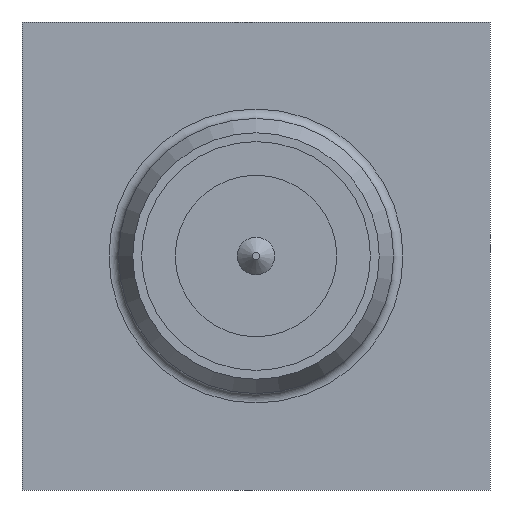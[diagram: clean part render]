
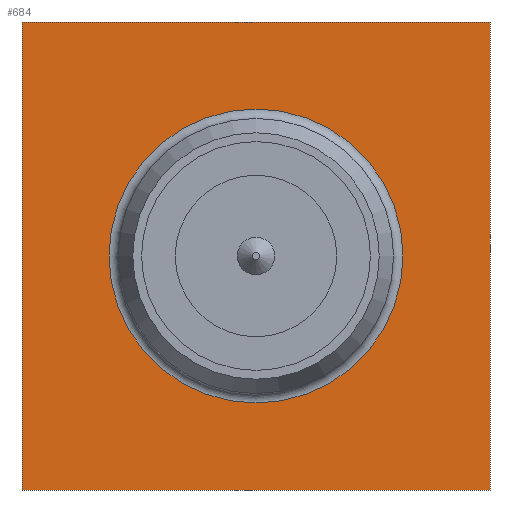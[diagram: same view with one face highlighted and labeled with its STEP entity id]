
A CAD part, left-side view. The second image highlights one B-rep face of the part: STEP entity #684.
In plain terms, the highlighted planar face has unit normal (-1, 0, 0).
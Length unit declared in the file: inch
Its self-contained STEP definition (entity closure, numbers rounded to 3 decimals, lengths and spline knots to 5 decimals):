
#28 = DIRECTION ( 'NONE',  ( 0., 1., 0. ) ) ;
#31 = EDGE_CURVE ( 'NONE', #451, #1023, #827, .T. ) ;
#175 = VERTEX_POINT ( 'NONE', #1186 ) ;
#186 = VECTOR ( 'NONE', #28, 39.37008 ) ;
#198 = VERTEX_POINT ( 'NONE', #790 ) ;
#224 = ORIENTED_EDGE ( 'NONE', *, *, #456, .F. ) ;
#229 = FACE_BOUND ( 'NONE', #248, .T. ) ;
#248 = EDGE_LOOP ( 'NONE', ( #982 ) ) ;
#258 = LINE ( 'NONE', #1026, #354 ) ;
#263 = CARTESIAN_POINT ( 'NONE',  ( 0.24094, 0.125, -0.125 ) ) ;
#311 = ORIENTED_EDGE ( 'NONE', *, *, #317, .F. ) ;
#317 = EDGE_CURVE ( 'NONE', #1023, #175, #258, .T. ) ;
#327 = DIRECTION ( 'NONE',  ( -1., 0., 0. ) ) ;
#335 = CARTESIAN_POINT ( 'NONE',  ( 0.24094, 0., 0. ) ) ;
#345 = DIRECTION ( 'NONE',  ( 0., -1., 0. ) ) ;
#354 = VECTOR ( 'NONE', #345, 39.37008 ) ;
#356 = VERTEX_POINT ( 'NONE', #737 ) ;
#364 = DIRECTION ( 'NONE',  ( 0., 0., 1. ) ) ;
#394 = CIRCLE ( 'NONE', #615, 0.07852 ) ;
#428 = DIRECTION ( 'NONE',  ( 0., 0., 1. ) ) ;
#451 = VERTEX_POINT ( 'NONE', #263 ) ;
#456 = EDGE_CURVE ( 'NONE', #175, #198, #840, .T. ) ;
#489 = EDGE_LOOP ( 'NONE', ( #620, #224, #311, #872 ) ) ;
#519 = LINE ( 'NONE', #725, #186 ) ;
#615 = AXIS2_PLACEMENT_3D ( 'NONE', #898, #1209, #364 ) ;
#620 = ORIENTED_EDGE ( 'NONE', *, *, #867, .F. ) ;
#660 = DIRECTION ( 'NONE',  ( 0., 0., 1. ) ) ;
#684 = ADVANCED_FACE ( 'NONE', ( #229, #1005 ), #997, .T. ) ;
#720 = AXIS2_PLACEMENT_3D ( 'NONE', #335, #327, #428 ) ;
#725 = CARTESIAN_POINT ( 'NONE',  ( 0.24094, -0.125, -0.125 ) ) ;
#737 = CARTESIAN_POINT ( 'NONE',  ( 0.24094, 0., 0.07852 ) ) ;
#758 = DIRECTION ( 'NONE',  ( 0., 0., -1. ) ) ;
#790 = CARTESIAN_POINT ( 'NONE',  ( 0.24094, -0.125, -0.125 ) ) ;
#827 = LINE ( 'NONE', #1130, #1098 ) ;
#840 = LINE ( 'NONE', #1149, #1079 ) ;
#846 = CARTESIAN_POINT ( 'NONE',  ( 0.24094, 0.125, 0.125 ) ) ;
#867 = EDGE_CURVE ( 'NONE', #198, #451, #519, .T. ) ;
#872 = ORIENTED_EDGE ( 'NONE', *, *, #31, .F. ) ;
#898 = CARTESIAN_POINT ( 'NONE',  ( 0.24094, 0., 0. ) ) ;
#982 = ORIENTED_EDGE ( 'NONE', *, *, #1129, .T. ) ;
#997 = PLANE ( 'NONE',  #720 ) ;
#1005 = FACE_OUTER_BOUND ( 'NONE', #489, .T. ) ;
#1023 = VERTEX_POINT ( 'NONE', #846 ) ;
#1026 = CARTESIAN_POINT ( 'NONE',  ( 0.24094, -0.125, 0.125 ) ) ;
#1079 = VECTOR ( 'NONE', #758, 39.37008 ) ;
#1098 = VECTOR ( 'NONE', #660, 39.37008 ) ;
#1129 = EDGE_CURVE ( 'NONE', #356, #356, #394, .T. ) ;
#1130 = CARTESIAN_POINT ( 'NONE',  ( 0.24094, 0.125, 0.125 ) ) ;
#1149 = CARTESIAN_POINT ( 'NONE',  ( 0.24094, -0.125, 0.125 ) ) ;
#1186 = CARTESIAN_POINT ( 'NONE',  ( 0.24094, -0.125, 0.125 ) ) ;
#1209 = DIRECTION ( 'NONE',  ( 1., 0., 0. ) ) ;
